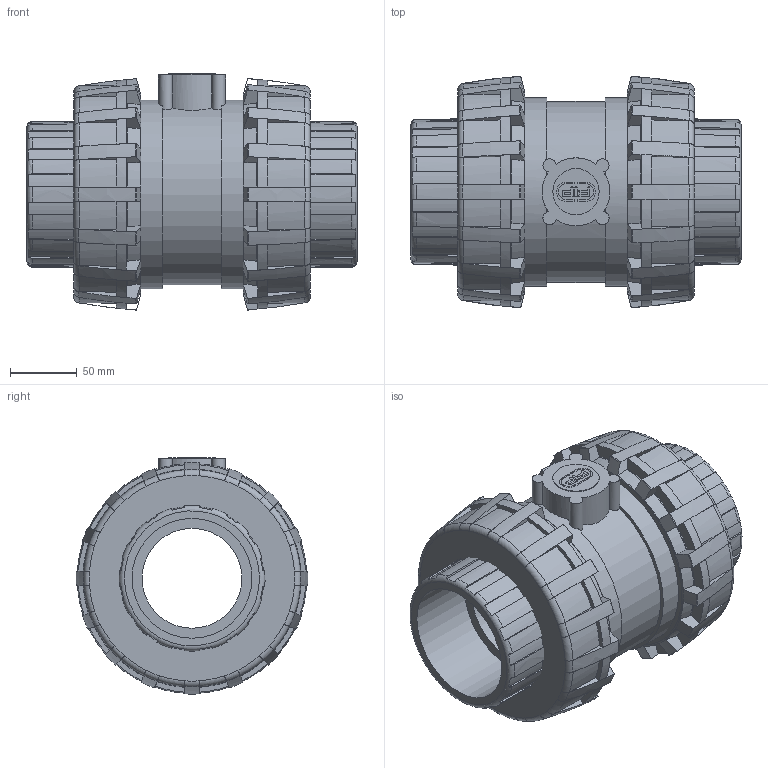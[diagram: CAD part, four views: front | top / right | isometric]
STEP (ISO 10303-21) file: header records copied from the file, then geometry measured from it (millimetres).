
FILE_DESCRIPTION(/* description */ (''),/* implementation_level */ '2;1');
FILE_NAME(/* name */ 'SXEIV090E.iam.stp',/* time_stamp */ '2013-10-01T10:25:40+02:00',/* author */ ('cmolini'),/* organization */ (''),/* preprocessor_version */ 'ST-DEVELOPER v15.2',/* originating_system */ 'Autodesk Inventor 2014',/* authorisation */ '');
FILE_SCHEMA (('AUTOMOTIVE_DESIGN { 1 0 10303 214 3 1 1 }'));
Length unit declared in the file: millimetre
Products named in the file (5): corpo valvola VEE 90; ENDIV090VXE; NTVXE090V; Piastrina 63; SXEIV090E
Bounding box: 248 x 173.9 x 177.38 mm (x, y, z)
Volume: 2688036.1 mm3; surface area: 387323.4 mm2
Topology: 6 solids, 6 shells, 704 faces, 2022 edges, 1346 vertices
Faces by surface type: plane 220, cone 196, torus 174, bspline 64, cylinder 50
Full cylindrical faces by diameter (mm): 34.8 x1, 75 x2, 80 x1, 90 x2, 105.057 x2, 118.79 x2, 133.712 x2, 134.275 x2, 140.185 x2, 141.6 x2
Entity records: 14967 total; most frequent: CARTESIAN_POINT 5371, ORIENTED_EDGE 2170, DIRECTION 1828, EDGE_CURVE 1085, AXIS2_PLACEMENT_3D 761, VERTEX_POINT 733, EDGE_LOOP 428, CIRCLE 391
